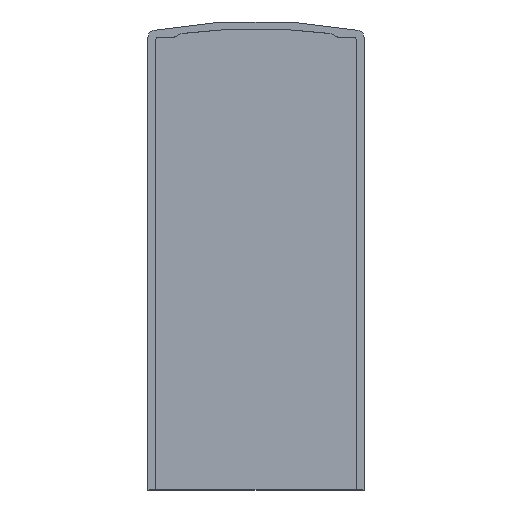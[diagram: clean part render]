
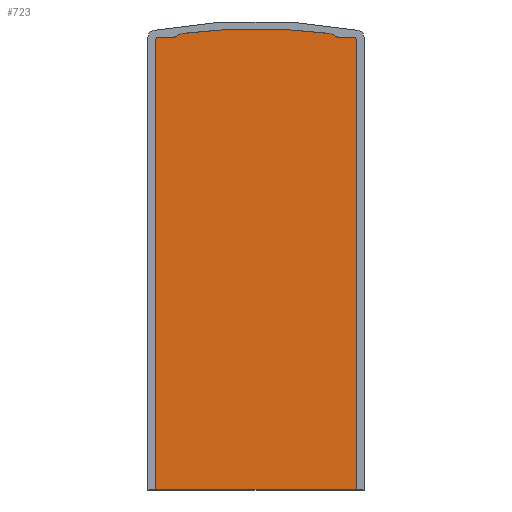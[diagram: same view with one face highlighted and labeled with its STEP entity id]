
A CAD part, top view. The second image highlights one B-rep face of the part: STEP entity #723.
In plain terms, the highlighted planar face has unit normal (0, 0, 1).
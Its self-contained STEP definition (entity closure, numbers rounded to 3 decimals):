
#1 = DIRECTION ( 'NONE',  ( 1., 0., 0. ) ) ;
#13 = DIRECTION ( 'NONE',  ( 1., 0., 0. ) ) ;
#16 = ORIENTED_EDGE ( 'NONE', *, *, #94, .T. ) ;
#26 = EDGE_CURVE ( 'NONE', #149, #622, #157, .T. ) ;
#30 = CIRCLE ( 'NONE', #211, 1. ) ;
#48 = CARTESIAN_POINT ( 'NONE',  ( -55.5, 119.565, 2. ) ) ;
#50 = CARTESIAN_POINT ( 'NONE',  ( -3., 120.565, 2. ) ) ;
#53 = DIRECTION ( 'NONE',  ( -1., 0., 0. ) ) ;
#59 = DIRECTION ( 'NONE',  ( 0., 0., 1. ) ) ;
#63 = CARTESIAN_POINT ( 'NONE',  ( -49.926, 120.745, 2. ) ) ;
#70 = LINE ( 'NONE', #602, #726 ) ;
#71 = CARTESIAN_POINT ( 'NONE',  ( -55.5, 0., 2. ) ) ;
#94 = EDGE_CURVE ( 'NONE', #449, #629, #610, .T. ) ;
#95 = CARTESIAN_POINT ( 'NONE',  ( -54.5, 120.565, 2. ) ) ;
#100 = CARTESIAN_POINT ( 'NONE',  ( -55.5, 0., 2. ) ) ;
#116 = EDGE_CURVE ( 'NONE', #622, #212, #336, .T. ) ;
#141 = AXIS2_PLACEMENT_3D ( 'NONE', #178, #414, #409 ) ;
#149 = VERTEX_POINT ( 'NONE', #238 ) ;
#154 = EDGE_CURVE ( 'NONE', #279, #704, #617, .T. ) ;
#157 = CIRCLE ( 'NONE', #543, 2. ) ;
#167 = CARTESIAN_POINT ( 'NONE',  ( -7.574, 120.745, 2. ) ) ;
#169 = CARTESIAN_POINT ( 'NONE',  ( -3., 120.565, 2. ) ) ;
#171 = DIRECTION ( 'NONE',  ( 1., 0., 0. ) ) ;
#177 = VECTOR ( 'NONE', #766, 1000. ) ;
#178 = CARTESIAN_POINT ( 'NONE',  ( -54.5, 119.565, 2. ) ) ;
#195 = CARTESIAN_POINT ( 'NONE',  ( -2., 0., 2. ) ) ;
#199 = CARTESIAN_POINT ( 'NONE',  ( -7., 120.565, 2. ) ) ;
#205 = CIRCLE ( 'NONE', #485, 1. ) ;
#208 = DIRECTION ( 'NONE',  ( 0., 0., 1. ) ) ;
#211 = AXIS2_PLACEMENT_3D ( 'NONE', #391, #557, #13 ) ;
#212 = VERTEX_POINT ( 'NONE', #664 ) ;
#213 = CARTESIAN_POINT ( 'NONE',  ( -50.5, 120.565, 2. ) ) ;
#216 = EDGE_CURVE ( 'NONE', #294, #231, #606, .T. ) ;
#222 = FACE_OUTER_BOUND ( 'NONE', #355, .T. ) ;
#231 = VERTEX_POINT ( 'NONE', #71 ) ;
#233 = CARTESIAN_POINT ( 'NONE',  ( -54.5, 120.565, 2. ) ) ;
#235 = DIRECTION ( 'NONE',  ( 1., 0., 0. ) ) ;
#236 = ORIENTED_EDGE ( 'NONE', *, *, #607, .T. ) ;
#238 = CARTESIAN_POINT ( 'NONE',  ( -8.194, 121.18, 2. ) ) ;
#250 = DIRECTION ( 'NONE',  ( 0., -1., 0. ) ) ;
#261 = CARTESIAN_POINT ( 'NONE',  ( -48.159, 119.542, 2. ) ) ;
#273 = AXIS2_PLACEMENT_3D ( 'NONE', #550, #734, #53 ) ;
#274 = VECTOR ( 'NONE', #687, 1000. ) ;
#279 = VERTEX_POINT ( 'NONE', #199 ) ;
#287 = CARTESIAN_POINT ( 'NONE',  ( -9.075, 121.524, 2. ) ) ;
#294 = VERTEX_POINT ( 'NONE', #750 ) ;
#300 = CARTESIAN_POINT ( 'NONE',  ( -2., 0., 2. ) ) ;
#304 = EDGE_CURVE ( 'NONE', #704, #149, #746, .T. ) ;
#305 = ORIENTED_EDGE ( 'NONE', *, *, #304, .T. ) ;
#320 = EDGE_CURVE ( 'NONE', #212, #415, #382, .T. ) ;
#336 = CIRCLE ( 'NONE', #517, 148. ) ;
#339 = CARTESIAN_POINT ( 'NONE',  ( -49.306, 121.18, 2. ) ) ;
#348 = ORIENTED_EDGE ( 'NONE', *, *, #154, .T. ) ;
#353 = DIRECTION ( 'NONE',  ( 1., 0., 0. ) ) ;
#355 = EDGE_LOOP ( 'NONE', ( #395, #534, #348, #305, #573, #765, #569, #767, #589, #16, #236, #646, #571, #457 ) ) ;
#358 = DIRECTION ( 'NONE',  ( 0., 0., 1. ) ) ;
#361 = EDGE_CURVE ( 'NONE', #579, #449, #30, .T. ) ;
#363 = DIRECTION ( 'NONE',  ( -1., 0., 0. ) ) ;
#382 = CIRCLE ( 'NONE', #482, 2. ) ;
#391 = CARTESIAN_POINT ( 'NONE',  ( -50.5, 121.565, 2. ) ) ;
#395 = ORIENTED_EDGE ( 'NONE', *, *, #558, .T. ) ;
#409 = DIRECTION ( 'NONE',  ( 1., 0., 0. ) ) ;
#414 = DIRECTION ( 'NONE',  ( 0., 0., 1. ) ) ;
#415 = VERTEX_POINT ( 'NONE', #339 ) ;
#431 = DIRECTION ( 'NONE',  ( -0.819, -0.574, 0. ) ) ;
#442 = VERTEX_POINT ( 'NONE', #169 ) ;
#449 = VERTEX_POINT ( 'NONE', #213 ) ;
#456 = VECTOR ( 'NONE', #667, 1000. ) ;
#457 = ORIENTED_EDGE ( 'NONE', *, *, #551, .T. ) ;
#473 = LINE ( 'NONE', #50, #177 ) ;
#477 = CARTESIAN_POINT ( 'NONE',  ( -9.341, 119.542, 2. ) ) ;
#482 = AXIS2_PLACEMENT_3D ( 'NONE', #261, #208, #509 ) ;
#485 = AXIS2_PLACEMENT_3D ( 'NONE', #729, #59, #1 ) ;
#497 = CARTESIAN_POINT ( 'NONE',  ( -28.75, -25.162, 2. ) ) ;
#508 = VECTOR ( 'NONE', #250, 1000. ) ;
#509 = DIRECTION ( 'NONE',  ( -1., 0., 0. ) ) ;
#517 = AXIS2_PLACEMENT_3D ( 'NONE', #497, #358, #353 ) ;
#521 = CARTESIAN_POINT ( 'NONE',  ( -3., 119.565, 2. ) ) ;
#534 = ORIENTED_EDGE ( 'NONE', *, *, #721, .T. ) ;
#543 = AXIS2_PLACEMENT_3D ( 'NONE', #477, #717, #653 ) ;
#550 = CARTESIAN_POINT ( 'NONE',  ( -7., 121.565, 2. ) ) ;
#551 = EDGE_CURVE ( 'NONE', #745, #655, #600, .T. ) ;
#557 = DIRECTION ( 'NONE',  ( 0., 0., -1. ) ) ;
#558 = EDGE_CURVE ( 'NONE', #655, #442, #205, .T. ) ;
#569 = ORIENTED_EDGE ( 'NONE', *, *, #320, .T. ) ;
#571 = ORIENTED_EDGE ( 'NONE', *, *, #731, .T. ) ;
#573 = ORIENTED_EDGE ( 'NONE', *, *, #26, .T. ) ;
#578 = PLANE ( 'NONE',  #608 ) ;
#579 = VERTEX_POINT ( 'NONE', #63 ) ;
#589 = ORIENTED_EDGE ( 'NONE', *, *, #361, .T. ) ;
#600 = LINE ( 'NONE', #300, #456 ) ;
#602 = CARTESIAN_POINT ( 'NONE',  ( -49.926, 120.745, 2. ) ) ;
#606 = LINE ( 'NONE', #48, #508 ) ;
#607 = EDGE_CURVE ( 'NONE', #629, #294, #656, .T. ) ;
#608 = AXIS2_PLACEMENT_3D ( 'NONE', #521, #643, #235 ) ;
#610 = LINE ( 'NONE', #233, #754 ) ;
#617 = CIRCLE ( 'NONE', #273, 1. ) ;
#622 = VERTEX_POINT ( 'NONE', #287 ) ;
#627 = CARTESIAN_POINT ( 'NONE',  ( -7.574, 120.745, 2. ) ) ;
#629 = VERTEX_POINT ( 'NONE', #95 ) ;
#643 = DIRECTION ( 'NONE',  ( 0., 0., 1. ) ) ;
#646 = ORIENTED_EDGE ( 'NONE', *, *, #216, .T. ) ;
#653 = DIRECTION ( 'NONE',  ( 1., 0., 0. ) ) ;
#654 = CARTESIAN_POINT ( 'NONE',  ( -2., 119.565, 2. ) ) ;
#655 = VERTEX_POINT ( 'NONE', #654 ) ;
#656 = CIRCLE ( 'NONE', #141, 1. ) ;
#664 = CARTESIAN_POINT ( 'NONE',  ( -48.425, 121.524, 2. ) ) ;
#667 = DIRECTION ( 'NONE',  ( 0., 1., 0. ) ) ;
#687 = DIRECTION ( 'NONE',  ( -0.819, 0.574, 0. ) ) ;
#702 = VECTOR ( 'NONE', #171, 1000. ) ;
#703 = LINE ( 'NONE', #100, #702 ) ;
#704 = VERTEX_POINT ( 'NONE', #167 ) ;
#717 = DIRECTION ( 'NONE',  ( 0., 0., 1. ) ) ;
#721 = EDGE_CURVE ( 'NONE', #442, #279, #473, .T. ) ;
#723 = ADVANCED_FACE ( 'NONE', ( #222 ), #578, .T. ) ;
#726 = VECTOR ( 'NONE', #431, 1000. ) ;
#729 = CARTESIAN_POINT ( 'NONE',  ( -3., 119.565, 2. ) ) ;
#731 = EDGE_CURVE ( 'NONE', #231, #745, #703, .T. ) ;
#734 = DIRECTION ( 'NONE',  ( 0., 0., -1. ) ) ;
#745 = VERTEX_POINT ( 'NONE', #195 ) ;
#746 = LINE ( 'NONE', #627, #274 ) ;
#750 = CARTESIAN_POINT ( 'NONE',  ( -55.5, 119.565, 2. ) ) ;
#753 = EDGE_CURVE ( 'NONE', #415, #579, #70, .T. ) ;
#754 = VECTOR ( 'NONE', #363, 1000. ) ;
#765 = ORIENTED_EDGE ( 'NONE', *, *, #116, .T. ) ;
#766 = DIRECTION ( 'NONE',  ( -1., 0., 0. ) ) ;
#767 = ORIENTED_EDGE ( 'NONE', *, *, #753, .T. ) ;
